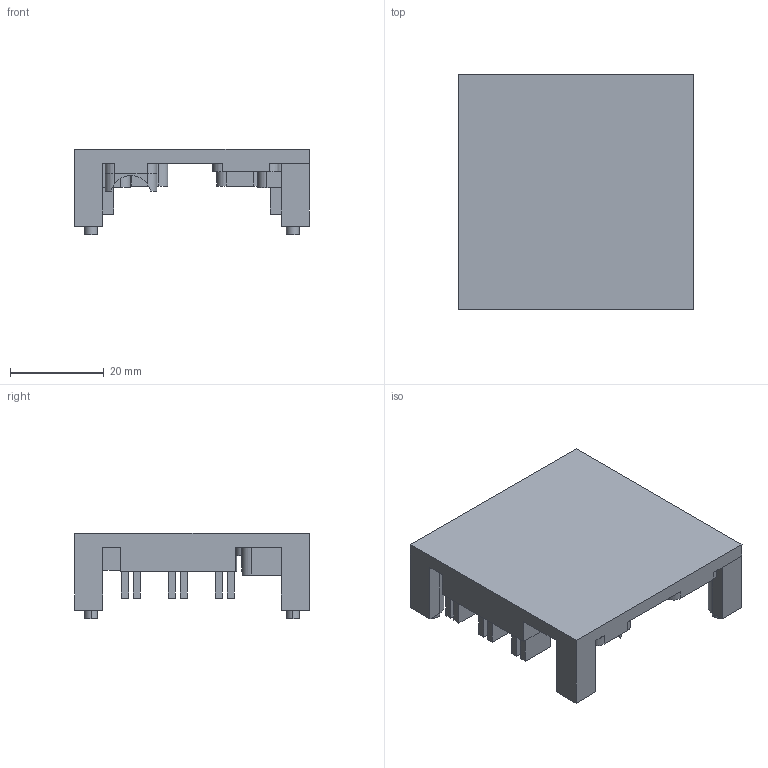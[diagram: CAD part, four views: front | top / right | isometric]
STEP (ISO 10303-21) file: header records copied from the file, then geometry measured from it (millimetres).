
FILE_DESCRIPTION (( 'STEP AP214' ), '1' );
FILE_NAME ('Tinker Titan Solder Jig.STEP', '2025-01-13T21:47:17', ( '' ), ( '' ), 'SwSTEP 2.0', 'SolidWorks 2023', '' );
FILE_SCHEMA (( 'AUTOMOTIVE_DESIGN' ));
Length unit declared in the file: millimetre
Products named in the file (1): Tinker Titan Solder Jig
Bounding box: 50.05 x 50 x 18.22 mm (x, y, z)
Volume: 14108.2 mm3; surface area: 9368.7 mm2
Topology: 1 solids, 1 shells, 153 faces, 399 edges, 264 vertices
Faces by surface type: plane 113, cylinder 40
Entity records: 4702 total; most frequent: CARTESIAN_POINT 837, ORIENTED_EDGE 798, DIRECTION 785, EDGE_CURVE 399, VECTOR 313, LINE 313, VERTEX_POINT 264, AXIS2_PLACEMENT_3D 236
